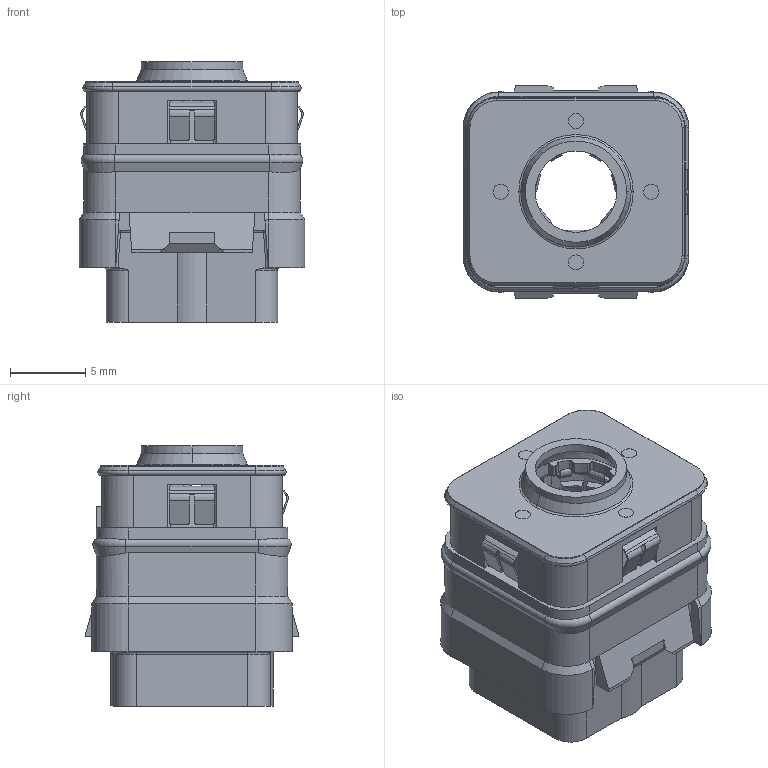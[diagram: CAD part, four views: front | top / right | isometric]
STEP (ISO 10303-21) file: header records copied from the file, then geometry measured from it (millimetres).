
FILE_DESCRIPTION((''),'2;1');
FILE_NAME('SIMEG0108PN','2020-01-09T',('presta_be4'),(''),'CREO PARAMETRIC BY PTC INC, 2018360','CREO PARAMETRIC BY PTC INC, 2018360','');
FILE_SCHEMA(('CONFIG_CONTROL_DESIGN'));
Length unit declared in the file: millimetre
Products named in the file (1): SIMEG0108PN
Bounding box: 15 x 14.15 x 17.3 mm (x, y, z)
Volume: 1713.6 mm3; surface area: 2063.3 mm2
Topology: 1 solids, 1 shells, 686 faces, 1855 edges, 1166 vertices
Faces by surface type: cylinder 289, plane 287, torus 49, cone 37, sphere 20, bspline 4
Entity records: 23730 total; most frequent: CARTESIAN_POINT 6280, ORIENTED_EDGE 3710, DIRECTION 3688, EDGE_CURVE 1855, AXIS2_PLACEMENT_3D 1334, VERTEX_POINT 1166, VECTOR 1020, LINE 1020
